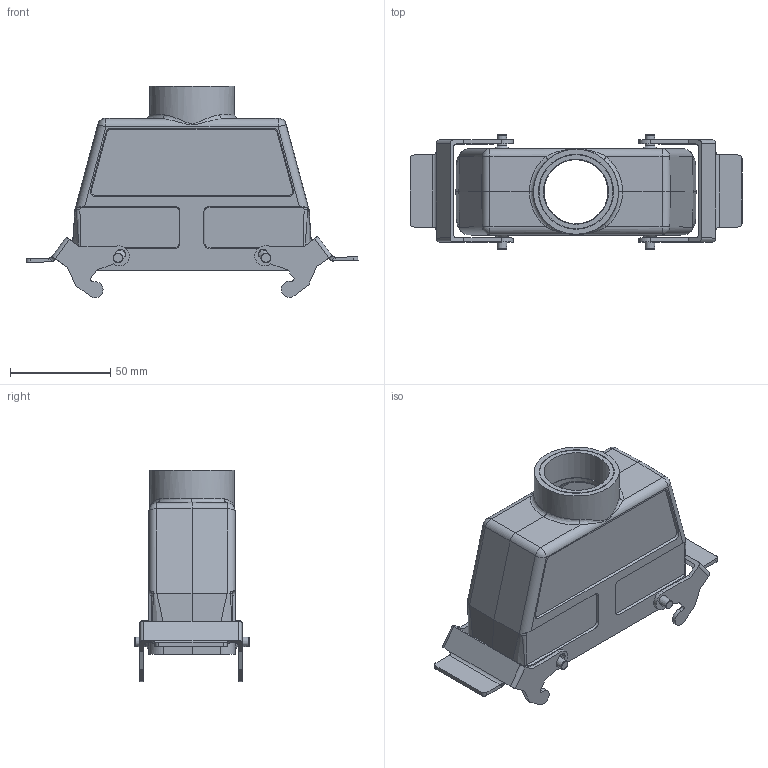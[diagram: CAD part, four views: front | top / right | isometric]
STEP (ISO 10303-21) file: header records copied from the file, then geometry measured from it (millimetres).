
FILE_DESCRIPTION((''),'2;1');
FILE_NAME('04300240465.stp','2020-07-07T15:53:42',('e.eickhoff'),(''),'Autodesk Inventor 2012','Autodesk Inventor 2012','');
FILE_SCHEMA(('AUTOMOTIVE_DESIGN { 1 0 10303 214 1 1 1 1 }'));
Length unit declared in the file: millimetre
Products named in the file (4): 04300240465; Metallbügel Quer; M32-PG29 Adapter
Assembly tree (4 placements, depth 2):
  04300240465
    04300240465
    Metallbügel Quer  x2
    M32-PG29 Adapter
Bounding box: 165.96 x 57.2 x 105.67 mm (x, y, z)
Volume: 94891.6 mm3; surface area: 68691.8 mm2
Topology: 4 solids, 4 shells, 410 faces, 1052 edges, 672 vertices
Faces by surface type: plane 231, cylinder 99, cone 40, bspline 30, sphere 8, torus 2
Full cylindrical faces by diameter (mm): 3 x4, 32 x1, 32.5 x1, 37 x1, 37.5 x1, 42.5 x1
Entity records: 12138 total; most frequent: CARTESIAN_POINT 3396, ORIENTED_EDGE 1756, DIRECTION 1749, EDGE_CURVE 878, AXIS2_PLACEMENT_3D 595, VERTEX_POINT 572, VECTOR 559, LINE 559
